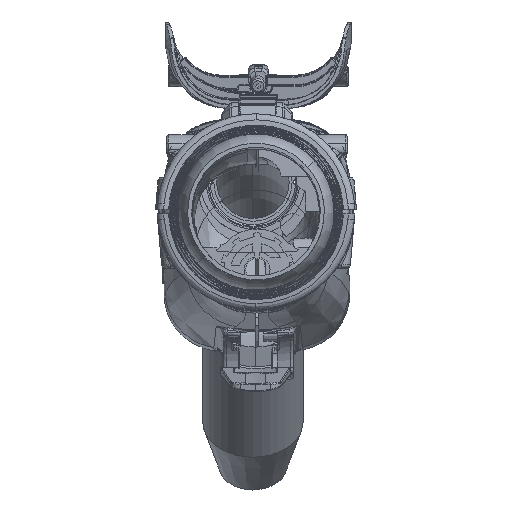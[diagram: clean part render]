
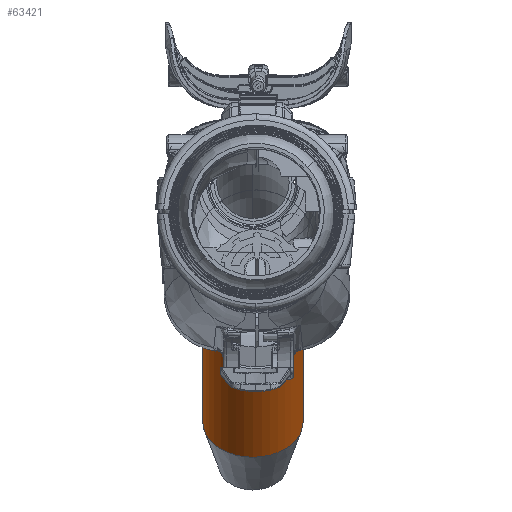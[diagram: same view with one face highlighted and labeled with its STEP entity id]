
A CAD part, top view. The second image highlights one B-rep face of the part: STEP entity #63421.
In plain terms, the highlighted cylindrical face has radius 14.287 mm (diameter 28.575 mm), a partial arc.
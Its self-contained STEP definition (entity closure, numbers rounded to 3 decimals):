
#11524 = AXIS2_PLACEMENT_3D ( 'NONE', #13005, #100884, #78512 ) ;
#13005 = CARTESIAN_POINT ( 'NONE',  ( 0., -67.982, -186.632 ) ) ;
#15951 = EDGE_CURVE ( 'NONE', #121413, #114031, #132270, .T. ) ;
#16304 = CARTESIAN_POINT ( 'NONE',  ( 0., -38.796, -157.446 ) ) ;
#22916 = AXIS2_PLACEMENT_3D ( 'NONE', #16304, #125906, #61407 ) ;
#27452 = AXIS2_PLACEMENT_3D ( 'NONE', #34977, #58263, #46144 ) ;
#34977 = CARTESIAN_POINT ( 'NONE',  ( 0., -36.686, -155.336 ) ) ;
#46144 = DIRECTION ( 'NONE',  ( 1., 0., 0. ) ) ;
#47656 = LINE ( 'NONE', #71364, #98134 ) ;
#50254 = ORIENTED_EDGE ( 'NONE', *, *, #15951, .T. ) ;
#54652 = EDGE_CURVE ( 'NONE', #131932, #108825, #81510, .T. ) ;
#57551 = CYLINDRICAL_SURFACE ( 'NONE', #27452, 14.287 ) ;
#58157 = CARTESIAN_POINT ( 'NONE',  ( -14.288, -67.982, -186.632 ) ) ;
#58263 = DIRECTION ( 'NONE',  ( 0., 0.707, 0.707 ) ) ;
#61407 = DIRECTION ( 'NONE',  ( 1., 0., 0. ) ) ;
#63421 = ADVANCED_FACE ( 'NONE', ( #92223 ), #57551, .T. ) ;
#63719 = ORIENTED_EDGE ( 'NONE', *, *, #95220, .F. ) ;
#69548 = CARTESIAN_POINT ( 'NONE',  ( 14.287, -67.982, -186.632 ) ) ;
#69999 = EDGE_CURVE ( 'NONE', #114031, #108825, #73719, .T. ) ;
#71364 = CARTESIAN_POINT ( 'NONE',  ( -14.288, -36.686, -155.336 ) ) ;
#71838 = CARTESIAN_POINT ( 'NONE',  ( 14.287, -36.686, -155.336 ) ) ;
#73719 = LINE ( 'NONE', #71838, #141382 ) ;
#78512 = DIRECTION ( 'NONE',  ( 1., 0., 0. ) ) ;
#81510 = CIRCLE ( 'NONE', #22916, 14.287 ) ;
#81539 = DIRECTION ( 'NONE',  ( 0., 0.707, 0.707 ) ) ;
#92223 = FACE_OUTER_BOUND ( 'NONE', #95376, .T. ) ;
#95220 = EDGE_CURVE ( 'NONE', #121413, #131932, #47656, .T. ) ;
#95376 = EDGE_LOOP ( 'NONE', ( #63719, #50254, #138203, #101953 ) ) ;
#97084 = CARTESIAN_POINT ( 'NONE',  ( -14.288, -38.796, -157.446 ) ) ;
#98134 = VECTOR ( 'NONE', #127105, 1000. ) ;
#100884 = DIRECTION ( 'NONE',  ( 0., 0.707, 0.707 ) ) ;
#101953 = ORIENTED_EDGE ( 'NONE', *, *, #54652, .F. ) ;
#108825 = VERTEX_POINT ( 'NONE', #114958 ) ;
#114031 = VERTEX_POINT ( 'NONE', #69548 ) ;
#114958 = CARTESIAN_POINT ( 'NONE',  ( 14.287, -38.796, -157.446 ) ) ;
#121413 = VERTEX_POINT ( 'NONE', #58157 ) ;
#125906 = DIRECTION ( 'NONE',  ( 0., 0.707, 0.707 ) ) ;
#127105 = DIRECTION ( 'NONE',  ( 0., 0.707, 0.707 ) ) ;
#131932 = VERTEX_POINT ( 'NONE', #97084 ) ;
#132270 = CIRCLE ( 'NONE', #11524, 14.288 ) ;
#138203 = ORIENTED_EDGE ( 'NONE', *, *, #69999, .T. ) ;
#141382 = VECTOR ( 'NONE', #81539, 1000. ) ;
